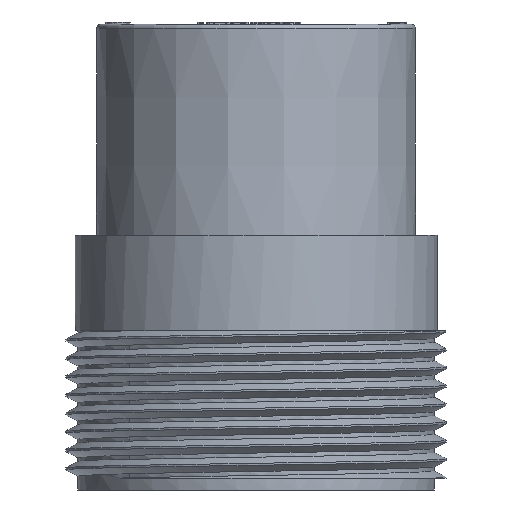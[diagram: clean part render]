
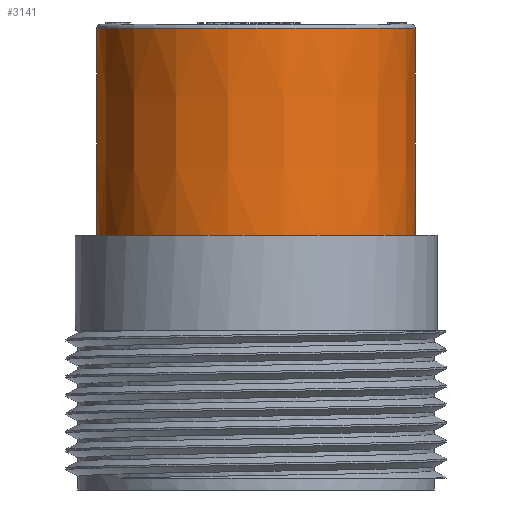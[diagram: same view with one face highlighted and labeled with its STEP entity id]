
A CAD part, front view. The second image highlights one B-rep face of the part: STEP entity #3141.
In plain terms, the highlighted conical face has half-angle 0.106 degrees and reference radius 20.05 mm.
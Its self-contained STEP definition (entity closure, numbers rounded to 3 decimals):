
#112=CONICAL_SURFACE('',#11410,20.05,0.106);
#3141=ADVANCED_FACE('',(#4325,#4326),#112,.T.);
#4325=FACE_BOUND('',#4399,.T.);
#4326=FACE_BOUND('',#4400,.T.);
#4399=EDGE_LOOP('',(#5502));
#4400=EDGE_LOOP('',(#5503));
#5502=ORIENTED_EDGE('',*,*,#9615,.T.);
#5503=ORIENTED_EDGE('',*,*,#10084,.T.);
#8462=VERTEX_POINT('',#13760);
#8925=VERTEX_POINT('',#18770);
#9615=EDGE_CURVE('',#8462,#8462,#11339,.T.);
#10084=EDGE_CURVE('',#8925,#8925,#11362,.T.);
#11339=CIRCLE('',#11373,20.049);
#11362=CIRCLE('',#11408,20.001);
#11373=AXIS2_PLACEMENT_3D('',#13759,#11956,#11957);
#11408=AXIS2_PLACEMENT_3D('',#18769,#12030,#12031);
#11410=AXIS2_PLACEMENT_3D('',#18772,#12034,#12035);
#11956=DIRECTION('',(0.,0.,1.));
#11957=DIRECTION('',(1.,0.,0.));
#12030=DIRECTION('',(0.,0.,-1.));
#12031=DIRECTION('',(0.,1.,0.));
#12034=DIRECTION('',(0.,0.,-1.));
#12035=DIRECTION('',(0.,-1.,0.));
#13759=CARTESIAN_POINT('',(189.,530.5,19.004));
#13760=CARTESIAN_POINT('',(209.049,530.5,19.004));
#18769=CARTESIAN_POINT('',(189.,530.5,45.005));
#18770=CARTESIAN_POINT('',(189.,550.501,45.005));
#18772=CARTESIAN_POINT('',(189.,530.5,18.504));
